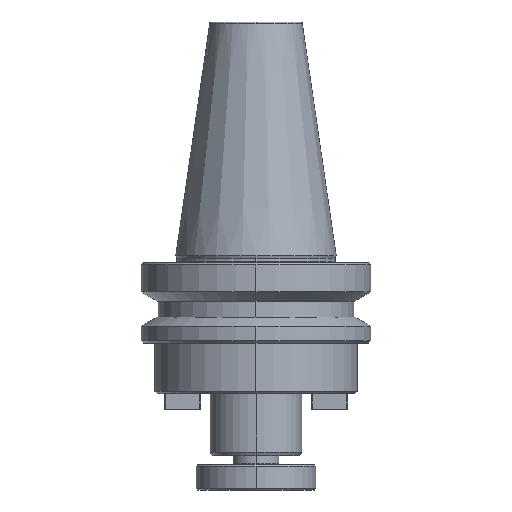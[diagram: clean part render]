
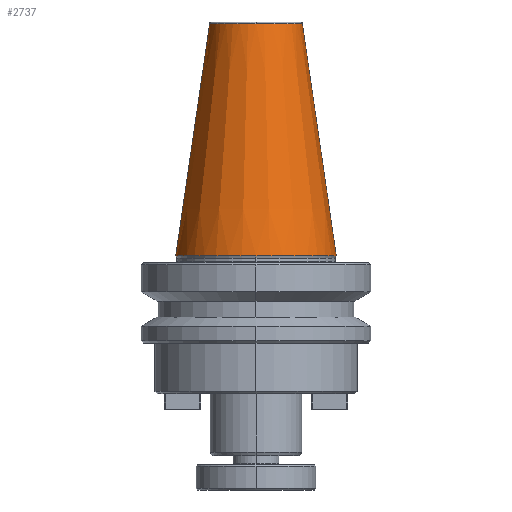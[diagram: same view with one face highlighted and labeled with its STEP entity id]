
A CAD part, left-side view. The second image highlights one B-rep face of the part: STEP entity #2737.
In plain terms, the highlighted conical face has half-angle 8.297 degrees and reference radius 34.925 mm.
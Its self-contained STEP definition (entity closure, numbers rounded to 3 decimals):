
#1 = ORIENTED_EDGE ( 'NONE', *, *, #769, .T. ) ;
#56 = DIRECTION ( 'NONE',  ( -1., 0., 0. ) ) ;
#57 = DIRECTION ( 'NONE',  ( 0., 0., 1. ) ) ;
#59 = CARTESIAN_POINT ( 'NONE',  ( 0., 0., 0. ) ) ;
#82 = ORIENTED_EDGE ( 'NONE', *, *, #2373, .T. ) ;
#98 = EDGE_LOOP ( 'NONE', ( #212, #267, #82, #1, #1063, #2074 ) ) ;
#151 = DIRECTION ( 'NONE',  ( 0., -0.144, -0.99 ) ) ;
#170 = LINE ( 'NONE', #175, #2474 ) ;
#175 = CARTESIAN_POINT ( 'NONE',  ( 0., -34.925, 0. ) ) ;
#212 = ORIENTED_EDGE ( 'NONE', *, *, #1239, .F. ) ;
#215 = AXIS2_PLACEMENT_3D ( 'NONE', #59, #57, #56 ) ;
#251 = EDGE_CURVE ( 'NONE', #1556, #800, #1825, .T. ) ;
#267 = ORIENTED_EDGE ( 'NONE', *, *, #1925, .T. ) ;
#289 = AXIS2_PLACEMENT_3D ( 'NONE', #2141, #2495, #2706 ) ;
#411 = VERTEX_POINT ( 'NONE', #941 ) ;
#498 = CIRCLE ( 'NONE', #1901, 20.204 ) ;
#505 = LINE ( 'NONE', #643, #2763 ) ;
#543 = VERTEX_POINT ( 'NONE', #806 ) ;
#599 = CARTESIAN_POINT ( 'NONE',  ( -34.925, 0., 0. ) ) ;
#617 = DIRECTION ( 'NONE',  ( 0., 0.144, -0.99 ) ) ;
#620 = AXIS2_PLACEMENT_3D ( 'NONE', #1050, #1048, #1046 ) ;
#643 = CARTESIAN_POINT ( 'NONE',  ( 0., 34.925, 0. ) ) ;
#658 = CARTESIAN_POINT ( 'NONE',  ( 0., 20.204, 100.944 ) ) ;
#760 = VERTEX_POINT ( 'NONE', #658 ) ;
#769 = EDGE_CURVE ( 'NONE', #760, #1556, #505, .T. ) ;
#799 = CONICAL_SURFACE ( 'NONE', #1490, 34.925, 0.145 ) ;
#800 = VERTEX_POINT ( 'NONE', #599 ) ;
#806 = CARTESIAN_POINT ( 'NONE',  ( -20.204, 0., 100.944 ) ) ;
#929 = CARTESIAN_POINT ( 'NONE',  ( 0., 0., 0. ) ) ;
#941 = CARTESIAN_POINT ( 'NONE',  ( 0., -34.925, 0. ) ) ;
#966 = DIRECTION ( 'NONE',  ( 0., 1., 0. ) ) ;
#973 = DIRECTION ( 'NONE',  ( 0., 0., -1. ) ) ;
#1046 = DIRECTION ( 'NONE',  ( -1., 0., 0. ) ) ;
#1048 = DIRECTION ( 'NONE',  ( 0., 0., 1. ) ) ;
#1050 = CARTESIAN_POINT ( 'NONE',  ( 0., 0., 0. ) ) ;
#1063 = ORIENTED_EDGE ( 'NONE', *, *, #251, .T. ) ;
#1192 = DIRECTION ( 'NONE',  ( -1., 0., 0. ) ) ;
#1197 = DIRECTION ( 'NONE',  ( 0., 0., -1. ) ) ;
#1198 = CARTESIAN_POINT ( 'NONE',  ( 0., 0., 100.944 ) ) ;
#1239 = EDGE_CURVE ( 'NONE', #1909, #411, #170, .T. ) ;
#1329 = EDGE_CURVE ( 'NONE', #800, #411, #1697, .T. ) ;
#1490 = AXIS2_PLACEMENT_3D ( 'NONE', #929, #973, #966 ) ;
#1556 = VERTEX_POINT ( 'NONE', #1681 ) ;
#1681 = CARTESIAN_POINT ( 'NONE',  ( 0., 34.925, 0. ) ) ;
#1697 = CIRCLE ( 'NONE', #215, 34.925 ) ;
#1825 = CIRCLE ( 'NONE', #620, 34.925 ) ;
#1901 = AXIS2_PLACEMENT_3D ( 'NONE', #1198, #1197, #1192 ) ;
#1909 = VERTEX_POINT ( 'NONE', #2047 ) ;
#1925 = EDGE_CURVE ( 'NONE', #1909, #543, #2766, .T. ) ;
#2047 = CARTESIAN_POINT ( 'NONE',  ( 0., -20.204, 100.944 ) ) ;
#2074 = ORIENTED_EDGE ( 'NONE', *, *, #1329, .T. ) ;
#2141 = CARTESIAN_POINT ( 'NONE',  ( 0., 0., 100.944 ) ) ;
#2373 = EDGE_CURVE ( 'NONE', #543, #760, #498, .T. ) ;
#2474 = VECTOR ( 'NONE', #151, 1000. ) ;
#2495 = DIRECTION ( 'NONE',  ( 0., 0., -1. ) ) ;
#2660 = FACE_OUTER_BOUND ( 'NONE', #98, .T. ) ;
#2706 = DIRECTION ( 'NONE',  ( -1., 0., 0. ) ) ;
#2737 = ADVANCED_FACE ( 'NONE', ( #2660 ), #799, .T. ) ;
#2763 = VECTOR ( 'NONE', #617, 1000. ) ;
#2766 = CIRCLE ( 'NONE', #289, 20.204 ) ;
